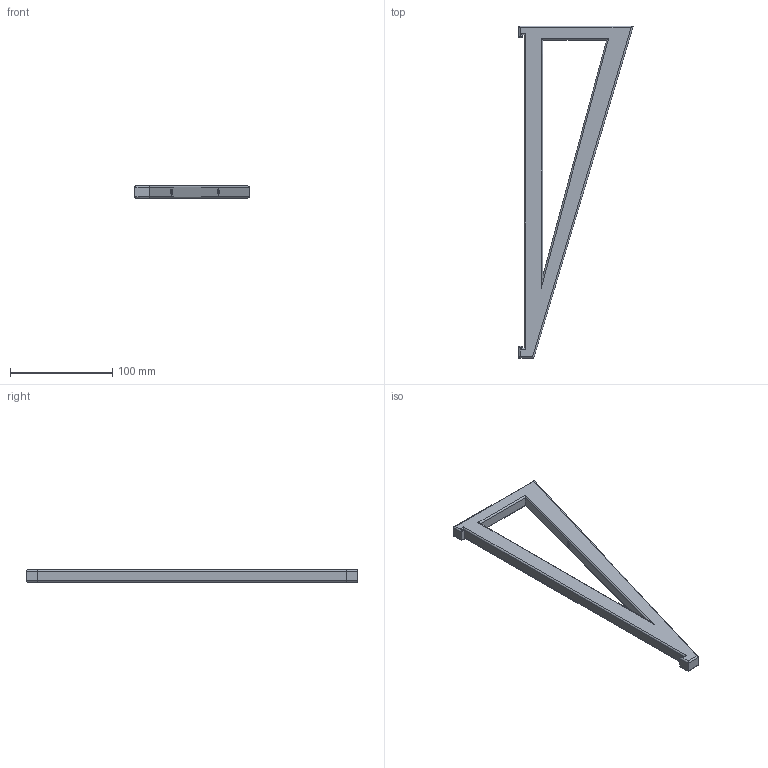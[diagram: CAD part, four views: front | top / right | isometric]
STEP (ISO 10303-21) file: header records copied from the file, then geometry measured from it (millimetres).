
FILE_DESCRIPTION(('FreeCAD Model'),'2;1');
FILE_NAME('Open CASCADE Shape Model','2025-02-11T17:44:09',(''),(''), 'Open CASCADE STEP processor 7.8','FreeCAD','Unknown');
FILE_SCHEMA(('AUTOMOTIVE_DESIGN { 1 0 10303 214 1 1 1 1 }'));
Length unit declared in the file: millimetre
Products named in the file (1): Body-supportMetal
Bounding box: 111.91 x 324.8 x 12 mm (x, y, z)
Volume: 138103 mm3; surface area: 38659.1 mm2
Topology: 1 solids, 1 shells, 139 faces, 380 edges, 244 vertices
Faces by surface type: bspline 88, cylinder 32, plane 19
Entity records: 15728 total; most frequent: CARTESIAN_POINT 12948, ORIENTED_EDGE 760, EDGE_CURVE 380, B_SPLINE_CURVE_WITH_KNOTS 264, DIRECTION 256, VERTEX_POINT 244, FACE_BOUND 144, EDGE_LOOP 144
